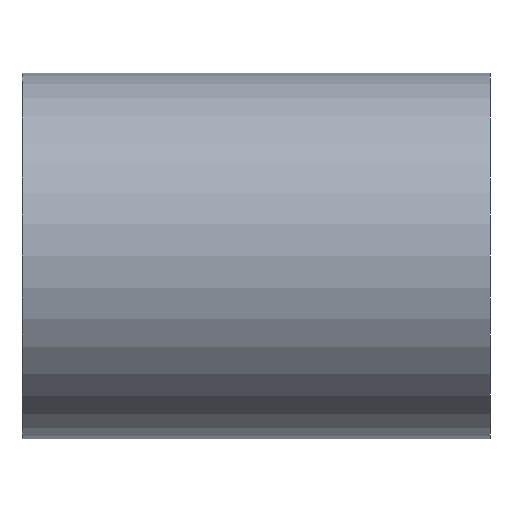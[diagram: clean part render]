
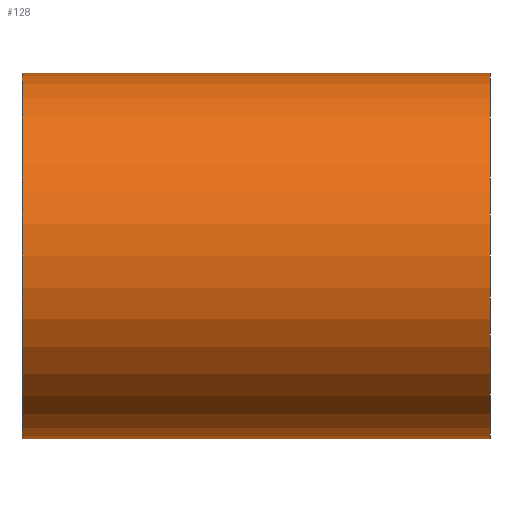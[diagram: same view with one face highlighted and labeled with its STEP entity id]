
A CAD part, left-side view. The second image highlights one B-rep face of the part: STEP entity #128.
In plain terms, the highlighted cylindrical face has radius 1.587 mm (diameter 3.175 mm), a partial arc.
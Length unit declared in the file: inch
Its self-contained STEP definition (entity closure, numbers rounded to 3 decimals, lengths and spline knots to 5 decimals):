
#6 = FACE_OUTER_BOUND ( 'NONE', #72, .T. ) ;
#9 = AXIS2_PLACEMENT_3D ( 'NONE', #121, #122, #123 ) ;
#11 = CYLINDRICAL_SURFACE ( 'NONE', #9, 0.0625 ) ;
#13 = EDGE_CURVE ( 'NONE', #76, #77, #124, .T. ) ;
#18 = CIRCLE ( 'NONE', #29, 0.0625 ) ;
#25 = EDGE_CURVE ( 'NONE', #76, #75, #95, .T. ) ;
#29 = AXIS2_PLACEMENT_3D ( 'NONE', #56, #60, #61 ) ;
#30 = VECTOR ( 'NONE', #59, 39.37008 ) ;
#56 = CARTESIAN_POINT ( 'NONE',  ( 0., 0., 0. ) ) ;
#57 = LINE ( 'NONE', #58, #30 ) ;
#58 = CARTESIAN_POINT ( 'NONE',  ( 0., 0.16, 0.0625 ) ) ;
#59 = DIRECTION ( 'NONE',  ( 0., -1., 0. ) ) ;
#60 = DIRECTION ( 'NONE',  ( 0., 1., 0. ) ) ;
#61 = DIRECTION ( 'NONE',  ( 0., 0., 1. ) ) ;
#72 = EDGE_LOOP ( 'NONE', ( #81, #87, #83, #79 ) ) ;
#75 = VERTEX_POINT ( 'NONE', #107 ) ;
#76 = VERTEX_POINT ( 'NONE', #108 ) ;
#77 = VERTEX_POINT ( 'NONE', #109 ) ;
#78 = VERTEX_POINT ( 'NONE', #110 ) ;
#79 = ORIENTED_EDGE ( 'NONE', *, *, #132, .T. ) ;
#81 = ORIENTED_EDGE ( 'NONE', *, *, #131, .F. ) ;
#83 = ORIENTED_EDGE ( 'NONE', *, *, #25, .T. ) ;
#87 = ORIENTED_EDGE ( 'NONE', *, *, #13, .F. ) ;
#91 = CARTESIAN_POINT ( 'NONE',  ( 0., 0.16, 0. ) ) ;
#92 = DIRECTION ( 'NONE',  ( 0., 1., 0. ) ) ;
#93 = DIRECTION ( 'NONE',  ( 0., 0., 1. ) ) ;
#95 = LINE ( 'NONE', #96, #143 ) ;
#96 = CARTESIAN_POINT ( 'NONE',  ( 0., 0.16, -0.0625 ) ) ;
#97 = DIRECTION ( 'NONE',  ( 0., -1., 0. ) ) ;
#107 = CARTESIAN_POINT ( 'NONE',  ( 0., 0., -0.0625 ) ) ;
#108 = CARTESIAN_POINT ( 'NONE',  ( 0., 0.16, -0.0625 ) ) ;
#109 = CARTESIAN_POINT ( 'NONE',  ( 0., 0.16, 0.0625 ) ) ;
#110 = CARTESIAN_POINT ( 'NONE',  ( 0., 0., 0.0625 ) ) ;
#121 = CARTESIAN_POINT ( 'NONE',  ( 0., 0.16, 0. ) ) ;
#122 = DIRECTION ( 'NONE',  ( 0., -1., 0. ) ) ;
#123 = DIRECTION ( 'NONE',  ( 0., 0., -1. ) ) ;
#124 = CIRCLE ( 'NONE', #139, 0.0625 ) ;
#128 = ADVANCED_FACE ( 'NONE', ( #6 ), #11, .T. ) ;
#131 = EDGE_CURVE ( 'NONE', #77, #78, #57, .T. ) ;
#132 = EDGE_CURVE ( 'NONE', #75, #78, #18, .T. ) ;
#139 = AXIS2_PLACEMENT_3D ( 'NONE', #91, #92, #93 ) ;
#143 = VECTOR ( 'NONE', #97, 39.37008 ) ;
